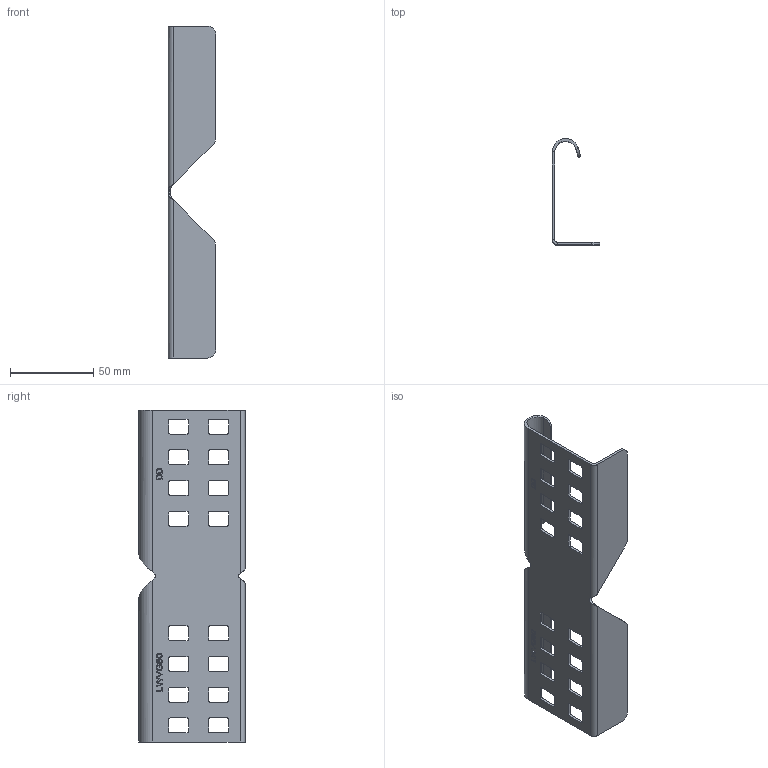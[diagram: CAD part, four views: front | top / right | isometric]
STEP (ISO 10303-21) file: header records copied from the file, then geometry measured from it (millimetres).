
FILE_DESCRIPTION((''),'2;1');
FILE_NAME('6208891','2012-11-20T',('AndreasKeweloh'),(''),'PRO/ENGINEER BY PARAMETRIC TECHNOLOGY CORPORATION, 2012230','PRO/ENGINEER BY PARAMETRIC TECHNOLOGY CORPORATION, 2012230','');
FILE_SCHEMA(('CONFIG_CONTROL_DESIGN'));
Length unit declared in the file: millimetre
Products named in the file (1): 6208891
Bounding box: 28.5 x 64 x 200 mm (x, y, z)
Volume: 27205.5 mm3; surface area: 38243.6 mm2
Topology: 1 solids, 1 shells, 294 faces, 816 edges, 535 vertices
Faces by surface type: plane 151, cylinder 83, extrusion 56, bspline 4
Entity records: 11863 total; most frequent: CARTESIAN_POINT 4343, ORIENTED_EDGE 1632, DIRECTION 1375, EDGE_CURVE 816, VECTOR 589, VERTEX_POINT 535, LINE 533, AXIS2_PLACEMENT_3D 393
